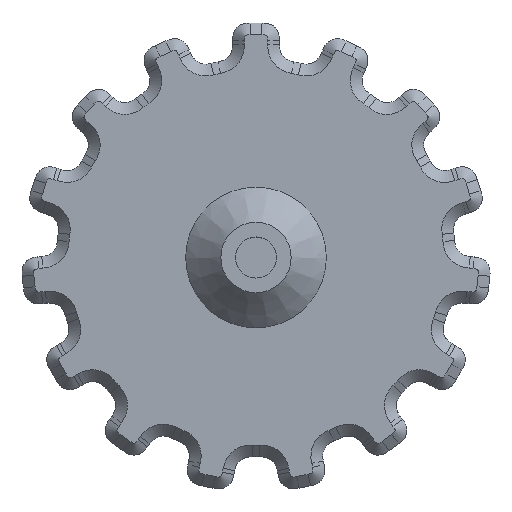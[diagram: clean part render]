
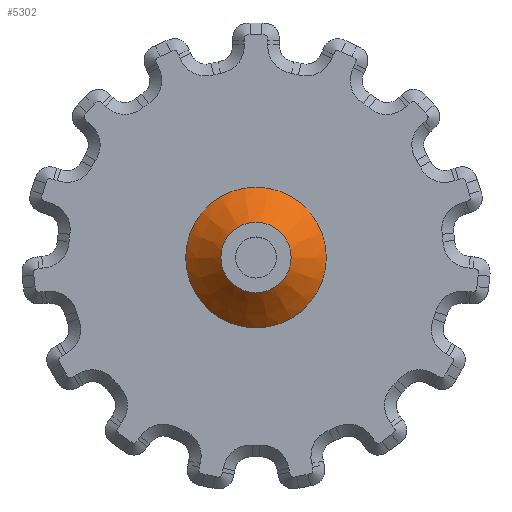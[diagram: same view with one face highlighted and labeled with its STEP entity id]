
A CAD part, top view. The second image highlights one B-rep face of the part: STEP entity #5302.
In plain terms, the highlighted conical face has half-angle 45 degrees and reference radius 3 mm.
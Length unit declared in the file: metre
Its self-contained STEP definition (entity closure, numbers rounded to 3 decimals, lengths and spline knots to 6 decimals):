
#192=CONICAL_SURFACE('',#5752,0.003,0.785);
#825=CIRCLE('',#5746,0.006);
#828=CIRCLE('',#5751,0.003);
#1134=ORIENTED_EDGE('',*,*,#2853,.F.);
#1135=ORIENTED_EDGE('',*,*,#2856,.T.);
#2853=EDGE_CURVE('',#3715,#3715,#825,.T.);
#2856=EDGE_CURVE('',#3718,#3718,#828,.T.);
#3715=VERTEX_POINT('',#7889);
#3718=VERTEX_POINT('',#7897);
#4533=EDGE_LOOP('',(#1134));
#4534=EDGE_LOOP('',(#1135));
#4911=FACE_BOUND('',#4533,.T.);
#4912=FACE_BOUND('',#4534,.T.);
#5302=ADVANCED_FACE('',(#4911,#4912),#192,.T.);
#5746=AXIS2_PLACEMENT_3D('',#7888,#6172,#6173);
#5751=AXIS2_PLACEMENT_3D('',#7896,#6182,#6183);
#5752=AXIS2_PLACEMENT_3D('',#7898,#6184,#6185);
#6172=DIRECTION('',(0.,0.,-1.));
#6173=DIRECTION('',(-1.,0.,0.));
#6182=DIRECTION('',(0.,0.,-1.));
#6183=DIRECTION('',(-1.,0.,0.));
#6184=DIRECTION('',(0.,0.,-1.));
#6185=DIRECTION('',(-1.,0.,0.));
#7888=CARTESIAN_POINT('',(0.,0.,0.005));
#7889=CARTESIAN_POINT('',(-0.006,0.,0.005));
#7896=CARTESIAN_POINT('',(0.,0.,0.008));
#7897=CARTESIAN_POINT('',(-0.003,0.,0.008));
#7898=CARTESIAN_POINT('',(0.,0.,0.008));
